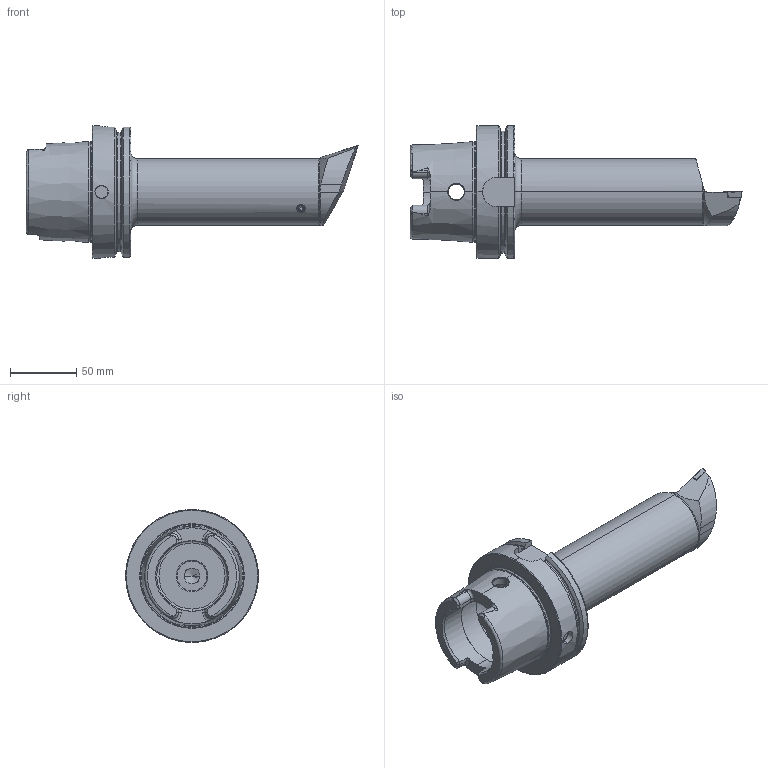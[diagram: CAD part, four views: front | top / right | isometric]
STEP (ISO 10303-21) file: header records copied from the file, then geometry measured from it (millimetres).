
FILE_DESCRIPTION (( 'STEP AP214' ), '1' );
FILE_NAME ('HA0.BDB.LQD.200.STEP', '2024-03-21T10:11:32', ( '' ), ( '' ), 'SwSTEP 2.0', 'SolidWorks 2022', '' );
FILE_SCHEMA (( 'AUTOMOTIVE_DESIGN' ));
Length unit declared in the file: millimetre
Products named in the file (5): DCMT11T304; ISO 4026 - M5 x 8; HA0-BDB.LQD.200_A_Fertigbearbeitung; HA0.BDB.LQD.200; WCB-ER2.001.009_A
Assembly tree (4 placements, depth 2):
  HA0.BDB.LQD.200
    HA0-BDB.LQD.200_A_Fertigbearbeitung
    DCMT11T304
    ISO 4026 - M5 x 8
    WCB-ER2.001.009_A
Bounding box: 249.9 x 100 x 100 mm (x, y, z)
Volume: 533765.6 mm3; surface area: 80496.2 mm2
Topology: 4 solids, 4 shells, 288 faces, 743 edges, 460 vertices
Faces by surface type: cylinder 87, plane 81, cone 58, torus 40, bspline 20, sphere 2
Entity records: 12010 total; most frequent: CARTESIAN_POINT 3887, ORIENTED_EDGE 1466, DIRECTION 1323, EDGE_CURVE 733, AXIS2_PLACEMENT_3D 526, VERTEX_POINT 460, EDGE_LOOP 305, FACE_OUTER_BOUND 288
